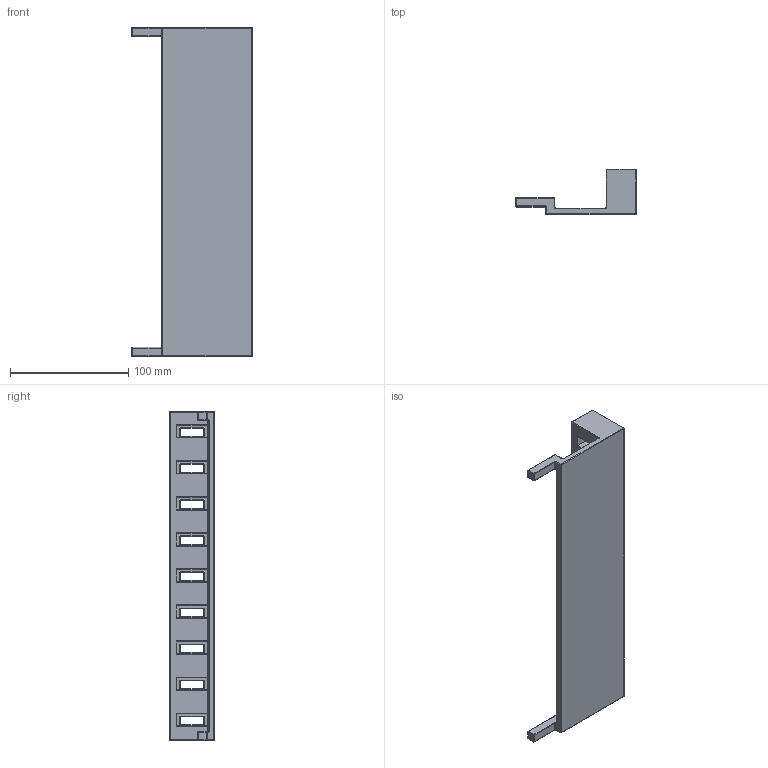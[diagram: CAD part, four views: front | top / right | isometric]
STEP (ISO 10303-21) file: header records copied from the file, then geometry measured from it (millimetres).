
FILE_DESCRIPTION (( 'STEP AP214' ), '1' );
FILE_NAME ('switchHold.STEP', '2025-11-22T02:32:06', ( '' ), ( '' ), 'SwSTEP 2.0', 'SolidWorks 2024', '' );
FILE_SCHEMA (( 'AUTOMOTIVE_DESIGN' ));
Length unit declared in the file: inch
Products named in the file (1): switchHold
Bounding box: 101.6 x 38.1 x 278.13 mm (x, y, z)
Volume: 297260.7 mm3; surface area: 79424.1 mm2
Topology: 1 solids, 1 shells, 395 faces, 908 edges, 504 vertices
Faces by surface type: cylinder 192, plane 99, torus 84, sphere 20
Entity records: 10869 total; most frequent: DIRECTION 2040, CARTESIAN_POINT 1896, ORIENTED_EDGE 1776, EDGE_CURVE 888, AXIS2_PLACEMENT_3D 792, VERTEX_POINT 504, LINE 456, VECTOR 456
